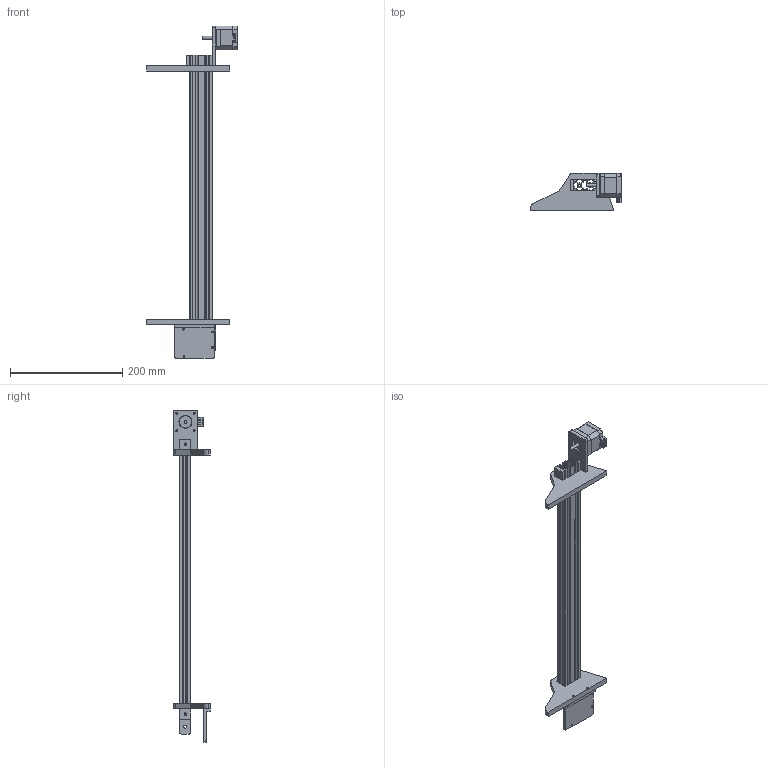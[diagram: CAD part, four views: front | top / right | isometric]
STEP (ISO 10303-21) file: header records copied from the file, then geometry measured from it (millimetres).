
FILE_DESCRIPTION(/* description */ ('STEP AP242','CAx-IF Rec.Pracs.---Representation and Presentation of Product Manufacturing Information (PMI)---4.0---2014-10-13','CAx-IF Rec.Pracs.---3D Tessellated Geometry---0.4---2014-09-14','2;1'),/* implementation_level */ '2;1');
FILE_NAME(/* name */ '662f4f2598dab52569e60b83',/* time_stamp */ '2024-04-29T07:41:27Z',/* author */ (''),/* organization */ (''),/* preprocessor_version */ 'ST-DEVELOPER v20',/* originating_system */ ' ',/* authorisation */ ' ');
FILE_SCHEMA (('AP242_MANAGED_MODEL_BASED_3D_ENGINEERING_MIM_LF { 1 0 10303 442 1 1 4 }'));
Length unit declared in the file: metre
Products named in the file (5): arduino plate; Nema 17 1:1 v1; right foot; left foot; VSlot 2040
Bounding box: 161.97 x 66 x 592.43 mm (x, y, z)
Volume: 378686.5 mm3; surface area: 216456.1 mm2
Topology: 5 solids, 5 shells, 266 faces, 737 edges, 489 vertices
Faces by surface type: plane 208, cylinder 52, cone 5, torus 1
Full cylindrical faces by diameter (mm): 0.5 x6, 3 x4, 3.2 x8, 3.4 x4, 4.2 x2, 4.5 x4, 5 x1, 5.3 x1, 6 x4, 22 x1, 23.108 x1
Entity records: 8447 total; most frequent: CARTESIAN_POINT 1440, ORIENTED_EDGE 1372, DIRECTION 1335, EDGE_CURVE 686, LINE 577, VECTOR 577, VERTEX_POINT 479, AXIS2_PLACEMENT_3D 379
